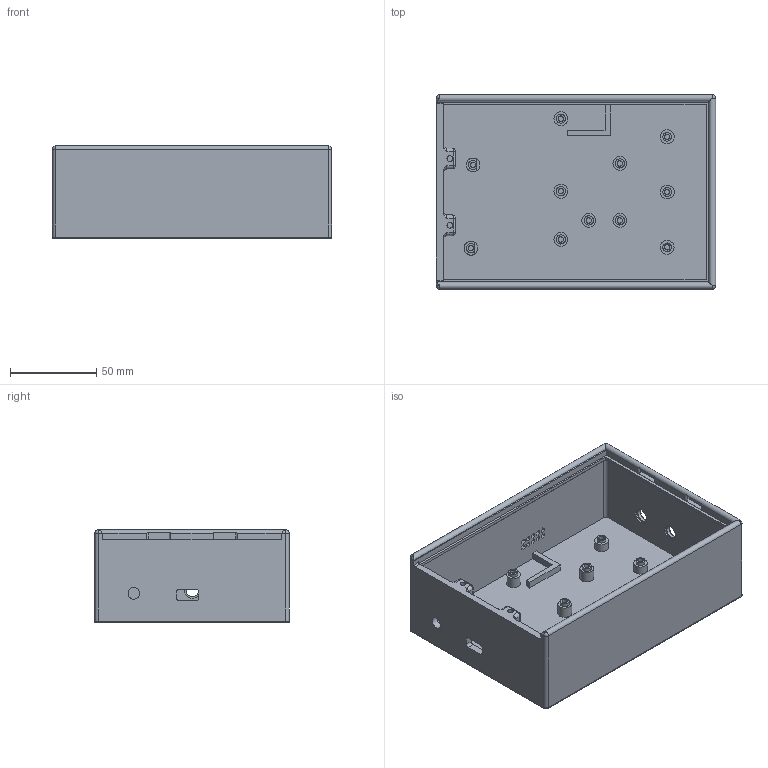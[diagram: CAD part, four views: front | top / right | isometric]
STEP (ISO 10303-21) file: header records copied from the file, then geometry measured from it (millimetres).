
FILE_DESCRIPTION(/* description */ (''),/* implementation_level */ '2;1');
FILE_NAME(/* name */ 'Monitoring batteries_simple v14.step',/* time_stamp */ '2019-10-08T20:40:08+04:00',/* author */ (''),/* organization */ (''),/* preprocessor_version */ 'ST-DEVELOPER v18',/* originating_system */ 'Autodesk Translation Framework v8.6.0.1094',/* authorisation */ '');
FILE_SCHEMA (('AUTOMOTIVE_DESIGN { 1 0 10303 214 3 1 1 }'));
Length unit declared in the file: millimetre
Products named in the file (1): Monitoring batteries_simple
Bounding box: 161.6 x 112.6 x 53.45 mm (x, y, z)
Volume: 180232.6 mm3; surface area: 94634.5 mm2
Topology: 6 solids, 6 shells, 396 faces, 957 edges, 615 vertices
Faces by surface type: plane 220, cylinder 105, bspline 55, sphere 8, cone 4, torus 4
Full cylindrical faces by diameter (mm): 3 x11, 3.15 x11, 3.3 x4, 5 x3, 5.3 x6, 6.8 x1, 7.3 x3, 8 x11, 9.3 x6
Entity records: 12215 total; most frequent: CARTESIAN_POINT 3024, ORIENTED_EDGE 1902, DIRECTION 1778, EDGE_CURVE 951, VERTEX_POINT 615, LINE 612, VECTOR 612, AXIS2_PLACEMENT_3D 583
